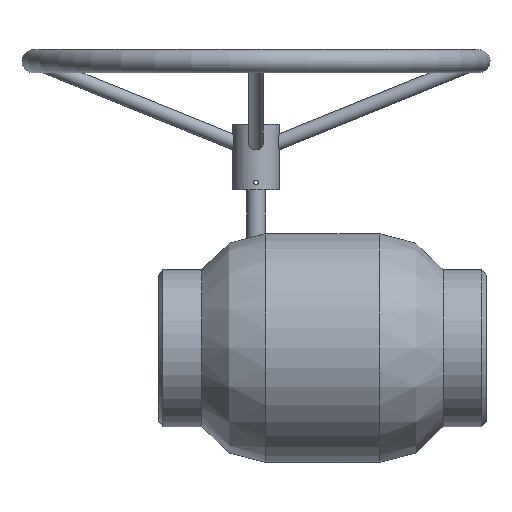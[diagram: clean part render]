
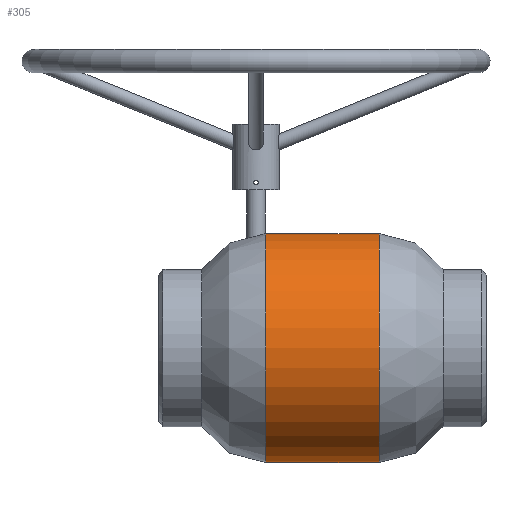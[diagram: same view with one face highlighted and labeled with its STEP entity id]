
A CAD part, front view. The second image highlights one B-rep face of the part: STEP entity #305.
In plain terms, the highlighted cylindrical face has radius 122.25 mm (diameter 244.5 mm), a full revolution.
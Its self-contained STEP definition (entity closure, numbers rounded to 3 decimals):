
#192=CARTESIAN_POINT('',(175.0,116.58,-36.798));
#193=VERTEX_POINT('',#192);
#228=CARTESIAN_POINT('',(175.,116.577,-36.801));
#229=CARTESIAN_POINT('',(169.164,116.577,-36.8));
#230=CARTESIAN_POINT('',(157.492,117.43,-34.241));
#231=CARTESIAN_POINT('',(143.666,120.17,-23.751));
#232=CARTESIAN_POINT('',(135.862,122.333,-8.554));
#233=CARTESIAN_POINT('',(135.853,122.344,10.46));
#234=CARTESIAN_POINT('',(143.964,120.078,23.667));
#235=CARTESIAN_POINT('',(153.022,118.398,30.494));
#236=CARTESIAN_POINT('',(159.715,117.399,34.176));
#237=CARTESIAN_POINT('',(169.085,116.537,36.935));
#238=CARTESIAN_POINT('',(180.915,116.539,36.935));
#239=CARTESIAN_POINT('',(192.159,117.569,33.622));
#240=CARTESIAN_POINT('',(201.798,119.229,27.372));
#241=CARTESIAN_POINT('',(209.086,120.937,18.732));
#242=CARTESIAN_POINT('',(213.409,122.128,8.368));
#243=CARTESIAN_POINT('',(214.302,122.391,-2.813));
#244=CARTESIAN_POINT('',(211.652,121.627,-13.715));
#245=CARTESIAN_POINT('',(204.797,119.864,-24.913));
#246=CARTESIAN_POINT('',(192.509,117.431,-34.243));
#247=CARTESIAN_POINT('',(180.836,116.577,-36.801));
#248=CARTESIAN_POINT('',(175.,116.577,-36.801));
#249=B_SPLINE_CURVE_WITH_KNOTS('',3,(#228,#229,#230,#231,#232,#233,#234,#235,#236,#237,#238,#239,#240,#241,#242,#243,#244,#245,#246,#247,#248),.UNSPECIFIED.,.T.,.U.,(4,1,1,1,1,1,1,1,1,1,1,1,1,1,1,1,1,1,4),(-24.495,-22.745,-20.995,-19.246,-17.496,-15.163,-14.58,-13.997,-12.831,-11.664,-10.498,-9.331,-8.165,-6.998,-5.832,-4.666,-3.499,-1.75,0.0),.UNSPECIFIED.);
#250=EDGE_CURVE('',#193,#193,#249,.T.);
#275=CARTESIAN_POINT('',(205.25,0.0,0.0));
#276=DIRECTION('',(1.0,0.0,0.0));
#277=DIRECTION('',(0.0,1.0,0.0));
#278=AXIS2_PLACEMENT_3D('',#275,#276,#277);
#279=CYLINDRICAL_SURFACE('',#278,122.25);
#280=CARTESIAN_POINT('',(235.5,122.25,0.0));
#281=VERTEX_POINT('',#280);
#282=CARTESIAN_POINT('',(235.5,0.0,0.0));
#283=DIRECTION('',(1.0,0.0,0.0));
#284=DIRECTION('',(0.0,1.0,0.0));
#285=AXIS2_PLACEMENT_3D('',#282,#283,#284);
#286=CIRCLE('',#285,122.25);
#287=EDGE_CURVE('',#281,#281,#286,.T.);
#288=ORIENTED_EDGE('',*,*,#287,.F.);
#289=EDGE_LOOP('',(#288));
#290=FACE_OUTER_BOUND('',#289,.T.);
#291=CARTESIAN_POINT('',(114.5,122.25,0.0));
#292=VERTEX_POINT('',#291);
#293=CARTESIAN_POINT('',(114.5,0.0,0.0));
#294=DIRECTION('',(1.0,0.0,0.0));
#295=DIRECTION('',(0.0,1.0,0.0));
#296=AXIS2_PLACEMENT_3D('',#293,#294,#295);
#297=CIRCLE('',#296,122.25);
#298=EDGE_CURVE('',#292,#292,#297,.T.);
#299=ORIENTED_EDGE('',*,*,#298,.T.);
#300=EDGE_LOOP('',(#299));
#301=FACE_BOUND('',#300,.T.);
#302=ORIENTED_EDGE('',*,*,#250,.F.);
#303=EDGE_LOOP('',(#302));
#304=FACE_BOUND('',#303,.T.);
#305=ADVANCED_FACE('',(#290,#301,#304),#279,.T.);
